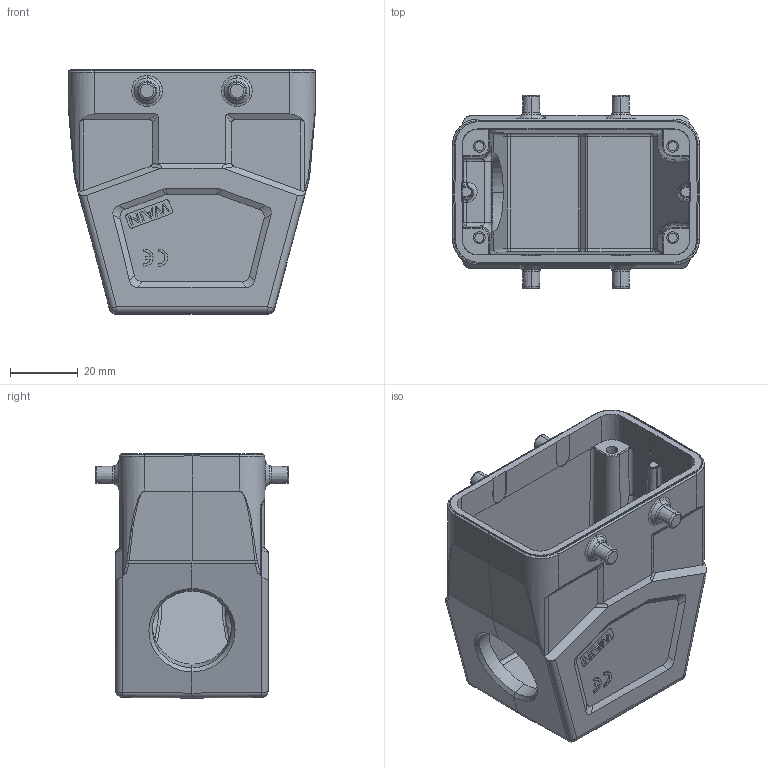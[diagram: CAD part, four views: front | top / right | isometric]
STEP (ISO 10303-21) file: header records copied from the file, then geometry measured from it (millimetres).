
FILE_DESCRIPTION((''),'2;1');
FILE_NAME('3D_1112105305001_EMC_W10B-SEH-4','2024-01-23T',('13034'),(''),'PRO/ENGINEER BY PARAMETRIC TECHNOLOGY CORPORATION, 2012480','PRO/ENGINEER BY PARAMETRIC TECHNOLOGY CORPORATION, 2012480','');
FILE_SCHEMA(('CONFIG_CONTROL_DESIGN'));
Length unit declared in the file: millimetre
Products named in the file (1): 3D_1112105305001_EMC_W10B-SEH-4
Bounding box: 73 x 57 x 72 mm (x, y, z)
Volume: 64805.6 mm3; surface area: 32485.1 mm2
Topology: 1 solids, 1 shells, 525 faces, 1375 edges, 859 vertices
Faces by surface type: plane 233, cylinder 145, bspline 37, torus 37, cone 32, extrusion 21, sphere 20
Entity records: 19087 total; most frequent: CARTESIAN_POINT 6629, ORIENTED_EDGE 2710, DIRECTION 2397, EDGE_CURVE 1355, VERTEX_POINT 859, AXIS2_PLACEMENT_3D 807, VECTOR 783, LINE 762
